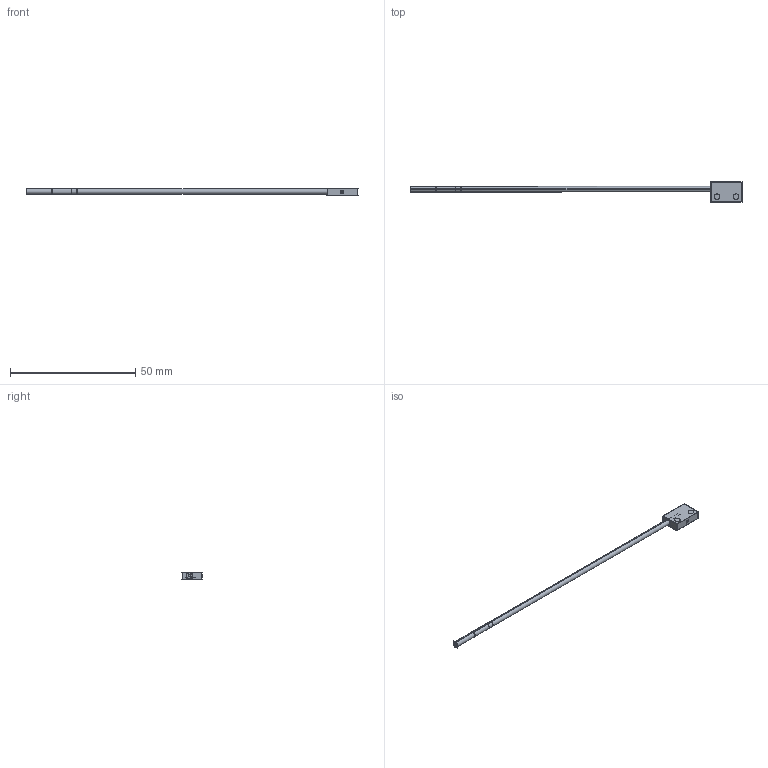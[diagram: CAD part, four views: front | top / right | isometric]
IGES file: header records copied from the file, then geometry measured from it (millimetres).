
Start section:  PTC IGES file: 188746.igs
Global section: file name: 188746.igs; native system: Creo Parametric by Parametric Technology Corporation; preprocessor: 2013230; author: pdmadmin; organization: Unknown; date: 20160112.154241; units: millimetre
Bounding box: 132.38 x 8.19 x 3.17 mm (x, y, z)
Volume: 690 mm3; surface area: 7825.6 mm2
Topology: 4 solids, 5 shells, 108 faces, 551 edges, 708 vertices
Faces by surface type: revolution 60, bspline 48
